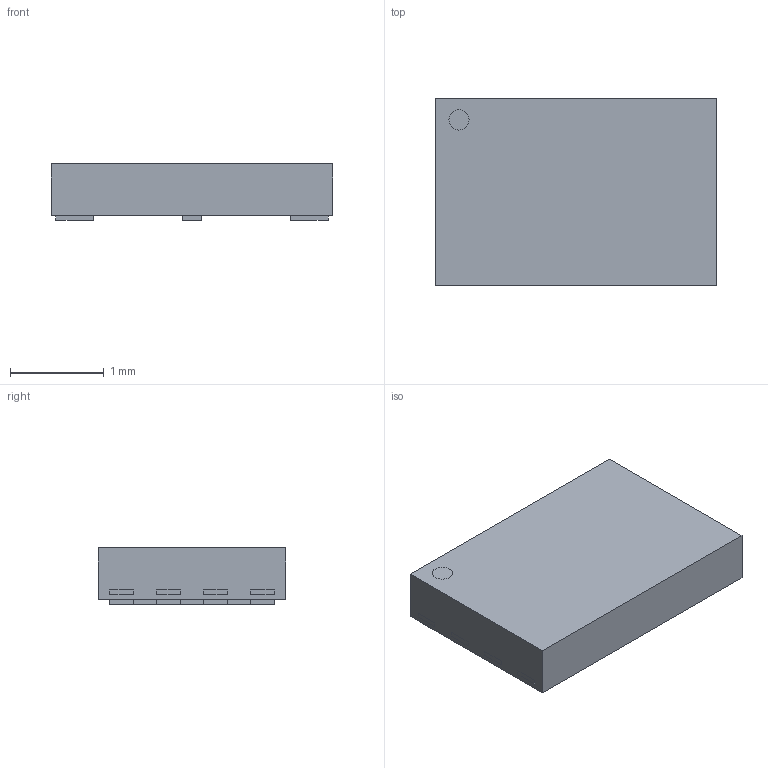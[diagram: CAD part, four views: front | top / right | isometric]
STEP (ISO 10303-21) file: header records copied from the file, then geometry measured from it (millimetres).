
FILE_DESCRIPTION(('FreeCAD Model'),'2;1');
FILE_NAME('Open CASCADE Shape Model','2022-10-03T15:00:12',( 'kicad StepUp'),('ksu MCAD'),'Open CASCADE STEP processor 7.5', 'FreeCAD','Unknown');
FILE_SCHEMA(('AUTOMOTIVE_DESIGN { 1 0 10303 214 1 1 1 1 }'));
Length unit declared in the file: millimetre
Products named in the file (1): MX25U8035FZUI011_cp
Bounding box: 3 x 2 x 0.6 mm (x, y, z)
Volume: 3.4 mm3; surface area: 23.7 mm2
Topology: 11 solids, 11 shells, 138 faces, 342 edges, 228 vertices
Faces by surface type: plane 134, cylinder 4
Entity records: 5107 total; most frequent: CARTESIAN_POINT 709, ORIENTED_EDGE 684, DIRECTION 628, EDGE_CURVE 342, LINE 334, VECTOR 334, VERTEX_POINT 228, FACE_BOUND 156
